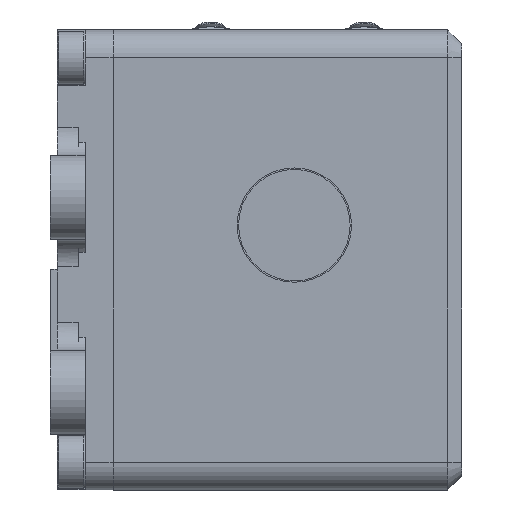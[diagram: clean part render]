
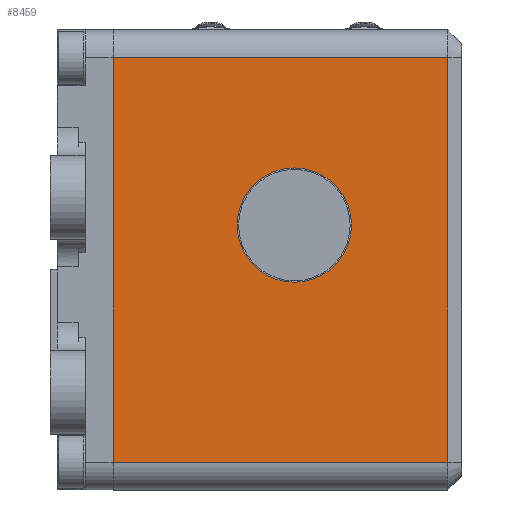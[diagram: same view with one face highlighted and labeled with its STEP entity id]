
A CAD part, left-side view. The second image highlights one B-rep face of the part: STEP entity #8459.
In plain terms, the highlighted planar face has unit normal (-1, 0, 0).
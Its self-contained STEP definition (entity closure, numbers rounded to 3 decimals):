
#627=FACE_BOUND('',#1809,.T.);
#798=PLANE('',#9365);
#1269=FACE_OUTER_BOUND('',#1808,.T.);
#1808=EDGE_LOOP('',(#7647,#7648,#7649,#7650));
#1809=EDGE_LOOP('',(#7651));
#2395=LINE('',#24452,#2976);
#2405=LINE('',#24481,#2986);
#2406=LINE('',#24485,#2987);
#2407=LINE('',#24486,#2988);
#2976=VECTOR('',#11432,10.);
#2986=VECTOR('',#11466,10.);
#2987=VECTOR('',#11471,10.);
#2988=VECTOR('',#11472,10.);
#3288=CIRCLE('',#9366,4.1);
#4074=VERTEX_POINT('',#24446);
#4075=VERTEX_POINT('',#24450);
#4082=VERTEX_POINT('',#24480);
#4083=VERTEX_POINT('',#24484);
#4084=VERTEX_POINT('',#24487);
#5271=EDGE_CURVE('',#4074,#4075,#2395,.T.);
#5285=EDGE_CURVE('',#4082,#4075,#2405,.T.);
#5287=EDGE_CURVE('',#4083,#4074,#2406,.T.);
#5288=EDGE_CURVE('',#4083,#4082,#2407,.T.);
#5289=EDGE_CURVE('',#4084,#4084,#3288,.T.);
#7647=ORIENTED_EDGE('',*,*,#5287,.F.);
#7648=ORIENTED_EDGE('',*,*,#5288,.T.);
#7649=ORIENTED_EDGE('',*,*,#5285,.T.);
#7650=ORIENTED_EDGE('',*,*,#5271,.F.);
#7651=ORIENTED_EDGE('',*,*,#5289,.F.);
#8459=ADVANCED_FACE('',(#1269,#627),#798,.F.);
#9365=AXIS2_PLACEMENT_3D('',#24483,#11469,#11470);
#9366=AXIS2_PLACEMENT_3D('',#24488,#11473,#11474);
#11432=DIRECTION('',(0.,0.,-1.));
#11466=DIRECTION('',(0.,-1.,0.));
#11469=DIRECTION('center_axis',(1.,0.,0.));
#11470=DIRECTION('ref_axis',(0.,0.,-1.));
#11471=DIRECTION('',(0.,-1.,0.));
#11472=DIRECTION('',(0.,0.,-1.));
#11473=DIRECTION('center_axis',(-1.,0.,0.));
#11474=DIRECTION('ref_axis',(0.,0.,1.));
#24446=CARTESIAN_POINT('',(-12.708,1.,-4.075));
#24450=CARTESIAN_POINT('',(-12.708,1.,-33.075));
#24452=CARTESIAN_POINT('',(-12.708,1.,6.126));
#24480=CARTESIAN_POINT('',(-12.708,25.,-33.075));
#24481=CARTESIAN_POINT('',(-12.708,12.5,-33.075));
#24483=CARTESIAN_POINT('Origin',(-12.708,0.,-3.575));
#24484=CARTESIAN_POINT('',(-12.708,25.,-4.075));
#24485=CARTESIAN_POINT('',(-12.708,10.,-4.075));
#24486=CARTESIAN_POINT('',(-12.708,25.,-2.075));
#24487=CARTESIAN_POINT('',(-12.708,12.,-20.175));
#24488=CARTESIAN_POINT('Origin',(-12.708,12.,-16.075));
